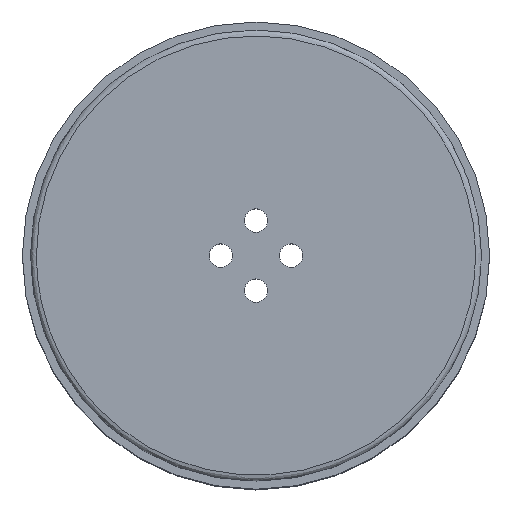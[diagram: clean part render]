
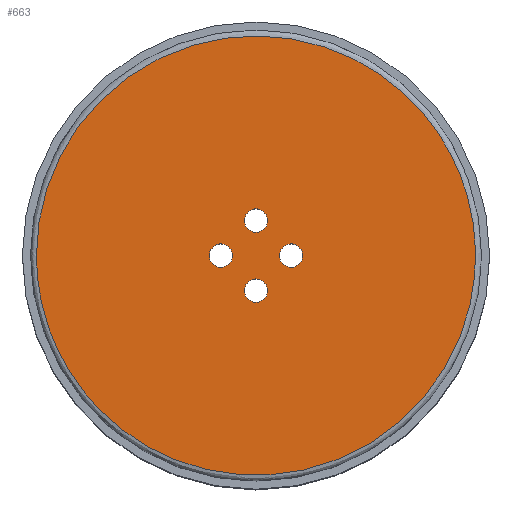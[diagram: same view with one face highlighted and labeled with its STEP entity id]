
A CAD part, top view. The second image highlights one B-rep face of the part: STEP entity #663.
In plain terms, the highlighted planar face has unit normal (0, 0, 1).
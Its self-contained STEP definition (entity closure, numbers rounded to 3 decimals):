
#11 = CARTESIAN_POINT ( 'NONE',  ( 2., 0., 18. ) ) ;
#12 = CARTESIAN_POINT ( 'NONE',  ( 18.798, 37.597, 18. ) ) ;
#47 = DIRECTION ( 'NONE',  ( 0., 0., -1. ) ) ;
#49 = EDGE_LOOP ( 'NONE', ( #659 ) ) ;
#91 = DIRECTION ( 'NONE',  ( 0., 0., -1. ) ) ;
#98 = CIRCLE ( 'NONE', #378, 1. ) ;
#111 = FACE_BOUND ( 'NONE', #49, .T. ) ;
#132 = EDGE_CURVE ( 'NONE', #396, #396, #552, .T. ) ;
#169 = CARTESIAN_POINT ( 'NONE',  ( 0., 3., 18. ) ) ;
#181 = FACE_OUTER_BOUND ( 'NONE', #311, .T. ) ;
#185 = EDGE_CURVE ( 'NONE', #199, #199, #315, .T. ) ;
#194 = CARTESIAN_POINT ( 'NONE',  ( -1., -3., 18. ) ) ;
#197 = EDGE_LOOP ( 'NONE', ( #235 ) ) ;
#199 = VERTEX_POINT ( 'NONE', #11 ) ;
#217 = AXIS2_PLACEMENT_3D ( 'NONE', #272, #349, #800 ) ;
#220 = EDGE_LOOP ( 'NONE', ( #334 ) ) ;
#234 = FACE_BOUND ( 'NONE', #423, .T. ) ;
#235 = ORIENTED_EDGE ( 'NONE', *, *, #285, .T. ) ;
#237 = ORIENTED_EDGE ( 'NONE', *, *, #553, .T. ) ;
#246 = AXIS2_PLACEMENT_3D ( 'NONE', #739, #91, #803 ) ;
#272 = CARTESIAN_POINT ( 'NONE',  ( -3., 0., 18. ) ) ;
#285 = EDGE_CURVE ( 'NONE', #357, #357, #476, .T. ) ;
#287 = CIRCLE ( 'NONE', #246, 1. ) ;
#311 = EDGE_LOOP ( 'NONE', ( #416 ) ) ;
#315 = CIRCLE ( 'NONE', #791, 1. ) ;
#324 = CARTESIAN_POINT ( 'NONE',  ( 18.798, 0., 18. ) ) ;
#326 = CARTESIAN_POINT ( 'NONE',  ( 18.798, 0., 18. ) ) ;
#331 = EDGE_CURVE ( 'NONE', #683, #683, #287, .T. ) ;
#334 = ORIENTED_EDGE ( 'NONE', *, *, #185, .T. ) ;
#349 = DIRECTION ( 'NONE',  ( 0., 0., -1. ) ) ;
#357 = VERTEX_POINT ( 'NONE', #581 ) ;
#359 = DIRECTION ( 'NONE',  ( -1., 0., 0. ) ) ;
#378 = AXIS2_PLACEMENT_3D ( 'NONE', #169, #47, #359 ) ;
#383 = DIRECTION ( 'NONE',  ( 0., 0., 1. ) ) ;
#396 = VERTEX_POINT ( 'NONE', #324 ) ;
#398 = CARTESIAN_POINT ( 'NONE',  ( -18.798, 0., 18. ) ) ;
#416 = ORIENTED_EDGE ( 'NONE', *, *, #132, .F. ) ;
#423 = EDGE_LOOP ( 'NONE', ( #237 ) ) ;
#466 = CARTESIAN_POINT ( 'NONE',  ( 3., 0., 18. ) ) ;
#476 = CIRCLE ( 'NONE', #217, 1. ) ;
#507 = PLANE ( 'NONE',  #558 ) ;
#520 = DIRECTION ( 'NONE',  ( 0., 0., -1. ) ) ;
#525 = CARTESIAN_POINT ( 'NONE',  ( 18.798, -37.597, 18. ) ) ;
#530 = CARTESIAN_POINT ( 'NONE',  ( -18.798, -37.597, 18. ) ) ;
#533 = CARTESIAN_POINT ( 'NONE',  ( -18.798, 37.597, 18. ) ) ;
#552 =( BOUNDED_CURVE ( )  B_SPLINE_CURVE ( 3, ( #326, #525, #530, #398, #533, #12, #592 ),
 .UNSPECIFIED., .T., .F. ) 
 B_SPLINE_CURVE_WITH_KNOTS ( ( 4, 3, 4 ),
 ( 0., 0.5, 1. ),
 .UNSPECIFIED. ) 
 CURVE ( )  GEOMETRIC_REPRESENTATION_ITEM ( )  RATIONAL_B_SPLINE_CURVE ( ( 1., 0.333, 0.333, 1., 0.333, 0.333, 1. ) ) 
 REPRESENTATION_ITEM ( '' )  );
#553 = EDGE_CURVE ( 'NONE', #648, #648, #98, .T. ) ;
#558 = AXIS2_PLACEMENT_3D ( 'NONE', #827, #383, #571 ) ;
#571 = DIRECTION ( 'NONE',  ( 1., 0., 0. ) ) ;
#581 = CARTESIAN_POINT ( 'NONE',  ( -4., 0., 18. ) ) ;
#592 = CARTESIAN_POINT ( 'NONE',  ( 18.798, 0., 18. ) ) ;
#648 = VERTEX_POINT ( 'NONE', #651 ) ;
#651 = CARTESIAN_POINT ( 'NONE',  ( -1., 3., 18. ) ) ;
#656 = DIRECTION ( 'NONE',  ( -1., 0., 0. ) ) ;
#659 = ORIENTED_EDGE ( 'NONE', *, *, #331, .T. ) ;
#663 = ADVANCED_FACE ( 'NONE', ( #181, #717, #111, #693, #234 ), #507, .T. ) ;
#683 = VERTEX_POINT ( 'NONE', #194 ) ;
#693 = FACE_BOUND ( 'NONE', #220, .T. ) ;
#717 = FACE_BOUND ( 'NONE', #197, .T. ) ;
#739 = CARTESIAN_POINT ( 'NONE',  ( 0., -3., 18. ) ) ;
#791 = AXIS2_PLACEMENT_3D ( 'NONE', #466, #520, #656 ) ;
#800 = DIRECTION ( 'NONE',  ( -1., 0., 0. ) ) ;
#803 = DIRECTION ( 'NONE',  ( -1., 0., 0. ) ) ;
#827 = CARTESIAN_POINT ( 'NONE',  ( -19.298, 0., 18. ) ) ;
